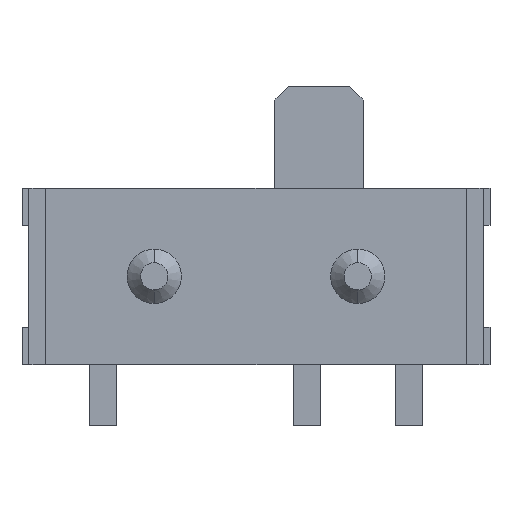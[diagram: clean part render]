
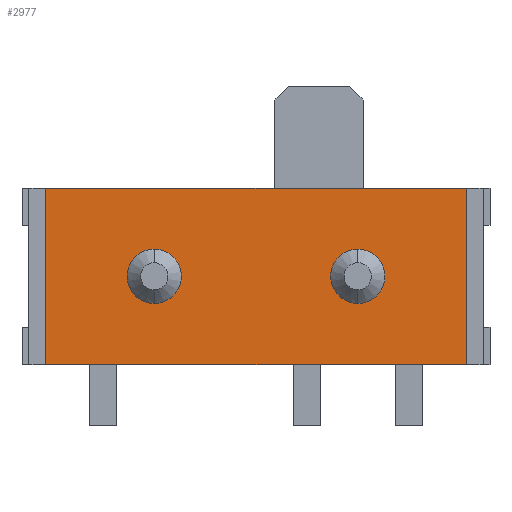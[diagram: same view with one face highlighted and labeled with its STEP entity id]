
A CAD part, front view. The second image highlights one B-rep face of the part: STEP entity #2977.
In plain terms, the highlighted planar face has unit normal (0, -1, 0).
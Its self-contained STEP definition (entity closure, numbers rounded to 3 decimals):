
#72 = CARTESIAN_POINT ( 'NONE',  ( 0., 0., 0. ) ) ;
#96 = AXIS2_PLACEMENT_3D ( 'NONE', #2580, #4065, #436 ) ;
#215 = LINE ( 'NONE', #3875, #4081 ) ;
#304 = CARTESIAN_POINT ( 'NONE',  ( -1.5, 0., 0. ) ) ;
#358 = FACE_OUTER_BOUND ( 'NONE', #1889, .T. ) ;
#396 = ORIENTED_EDGE ( 'NONE', *, *, #2386, .F. ) ;
#405 = CIRCLE ( 'NONE', #1221, 0.4 ) ;
#436 = DIRECTION ( 'NONE',  ( 0., 0., -1. ) ) ;
#445 = VERTEX_POINT ( 'NONE', #4049 ) ;
#455 = ORIENTED_EDGE ( 'NONE', *, *, #1719, .F. ) ;
#476 = EDGE_CURVE ( 'NONE', #4497, #2735, #4895, .T. ) ;
#641 = VECTOR ( 'NONE', #3008, 1000. ) ;
#643 = CIRCLE ( 'NONE', #4250, 0.4 ) ;
#715 = DIRECTION ( 'NONE',  ( 1., 0., 0. ) ) ;
#718 = VECTOR ( 'NONE', #4343, 1000. ) ;
#755 = EDGE_LOOP ( 'NONE', ( #4191, #4465 ) ) ;
#925 = CARTESIAN_POINT ( 'NONE',  ( 1.5, 0., 0. ) ) ;
#1026 = CARTESIAN_POINT ( 'NONE',  ( 3.1, 0., -1.3 ) ) ;
#1062 = DIRECTION ( 'NONE',  ( 0., -1., 0. ) ) ;
#1069 = EDGE_CURVE ( 'NONE', #445, #3921, #643, .T. ) ;
#1081 = CARTESIAN_POINT ( 'NONE',  ( -1.5, 0., -0.4 ) ) ;
#1088 = DIRECTION ( 'NONE',  ( 0., 0., -1. ) ) ;
#1112 = PLANE ( 'NONE',  #4526 ) ;
#1156 = AXIS2_PLACEMENT_3D ( 'NONE', #925, #3907, #1869 ) ;
#1221 = AXIS2_PLACEMENT_3D ( 'NONE', #304, #1062, #2147 ) ;
#1229 = CIRCLE ( 'NONE', #1156, 0.4 ) ;
#1296 = CIRCLE ( 'NONE', #96, 0.4 ) ;
#1472 = CARTESIAN_POINT ( 'NONE',  ( 1.5, 0., 0. ) ) ;
#1636 = VERTEX_POINT ( 'NONE', #1026 ) ;
#1719 = EDGE_CURVE ( 'NONE', #1636, #2391, #2691, .T. ) ;
#1749 = ORIENTED_EDGE ( 'NONE', *, *, #2816, .F. ) ;
#1822 = DIRECTION ( 'NONE',  ( 0., -1., 0. ) ) ;
#1869 = DIRECTION ( 'NONE',  ( 0., 0., -1. ) ) ;
#1882 = CARTESIAN_POINT ( 'NONE',  ( 3.1, 0., 1.3 ) ) ;
#1883 = EDGE_CURVE ( 'NONE', #4564, #2487, #405, .T. ) ;
#1889 = EDGE_LOOP ( 'NONE', ( #396, #455, #3016, #1969 ) ) ;
#1969 = ORIENTED_EDGE ( 'NONE', *, *, #476, .F. ) ;
#2102 = EDGE_LOOP ( 'NONE', ( #1749, #4336 ) ) ;
#2147 = DIRECTION ( 'NONE',  ( 0., 0., -1. ) ) ;
#2214 = EDGE_CURVE ( 'NONE', #1636, #2735, #215, .T. ) ;
#2386 = EDGE_CURVE ( 'NONE', #2391, #4497, #3939, .T. ) ;
#2391 = VERTEX_POINT ( 'NONE', #3218 ) ;
#2487 = VERTEX_POINT ( 'NONE', #3870 ) ;
#2571 = CARTESIAN_POINT ( 'NONE',  ( -3.35, 0., 1.3 ) ) ;
#2580 = CARTESIAN_POINT ( 'NONE',  ( -1.5, 0., 0. ) ) ;
#2691 = LINE ( 'NONE', #3831, #641 ) ;
#2735 = VERTEX_POINT ( 'NONE', #1882 ) ;
#2816 = EDGE_CURVE ( 'NONE', #2487, #4564, #1296, .T. ) ;
#2952 = CARTESIAN_POINT ( 'NONE',  ( -3.1, 0., 1.3 ) ) ;
#2977 = ADVANCED_FACE ( 'NONE', ( #4646, #3622, #358 ), #1112, .T. ) ;
#3008 = DIRECTION ( 'NONE',  ( -1., 0., 0. ) ) ;
#3016 = ORIENTED_EDGE ( 'NONE', *, *, #2214, .T. ) ;
#3027 = EDGE_CURVE ( 'NONE', #3921, #445, #1229, .T. ) ;
#3164 = VECTOR ( 'NONE', #715, 1000. ) ;
#3200 = DIRECTION ( 'NONE',  ( 0., 0., -1. ) ) ;
#3218 = CARTESIAN_POINT ( 'NONE',  ( -3.1, 0., -1.3 ) ) ;
#3622 = FACE_BOUND ( 'NONE', #755, .T. ) ;
#3831 = CARTESIAN_POINT ( 'NONE',  ( -3.35, 0., -1.3 ) ) ;
#3870 = CARTESIAN_POINT ( 'NONE',  ( -1.5, 0., 0.4 ) ) ;
#3875 = CARTESIAN_POINT ( 'NONE',  ( 3.1, 0., -1.3 ) ) ;
#3907 = DIRECTION ( 'NONE',  ( 0., -1., 0. ) ) ;
#3921 = VERTEX_POINT ( 'NONE', #4857 ) ;
#3939 = LINE ( 'NONE', #3953, #718 ) ;
#3953 = CARTESIAN_POINT ( 'NONE',  ( -3.1, 0., -1.3 ) ) ;
#4049 = CARTESIAN_POINT ( 'NONE',  ( 1.5, 0., -0.4 ) ) ;
#4065 = DIRECTION ( 'NONE',  ( 0., -1., 0. ) ) ;
#4081 = VECTOR ( 'NONE', #4609, 1000. ) ;
#4191 = ORIENTED_EDGE ( 'NONE', *, *, #3027, .F. ) ;
#4206 = DIRECTION ( 'NONE',  ( 0., -1., 0. ) ) ;
#4250 = AXIS2_PLACEMENT_3D ( 'NONE', #1472, #1822, #1088 ) ;
#4336 = ORIENTED_EDGE ( 'NONE', *, *, #1883, .F. ) ;
#4343 = DIRECTION ( 'NONE',  ( 0., 0., 1. ) ) ;
#4465 = ORIENTED_EDGE ( 'NONE', *, *, #1069, .F. ) ;
#4497 = VERTEX_POINT ( 'NONE', #2952 ) ;
#4526 = AXIS2_PLACEMENT_3D ( 'NONE', #72, #4206, #3200 ) ;
#4564 = VERTEX_POINT ( 'NONE', #1081 ) ;
#4609 = DIRECTION ( 'NONE',  ( 0., 0., 1. ) ) ;
#4646 = FACE_BOUND ( 'NONE', #2102, .T. ) ;
#4857 = CARTESIAN_POINT ( 'NONE',  ( 1.5, 0., 0.4 ) ) ;
#4895 = LINE ( 'NONE', #2571, #3164 ) ;
